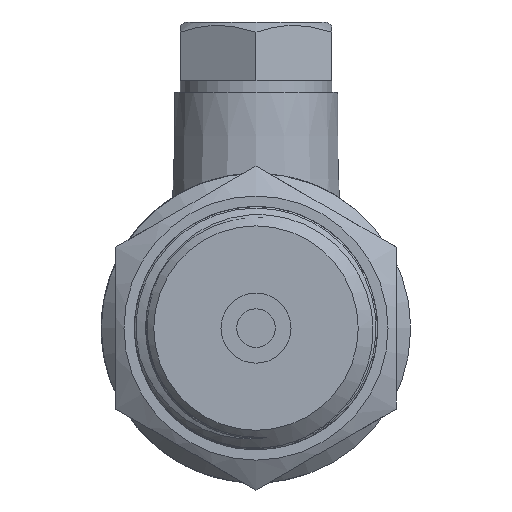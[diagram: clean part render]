
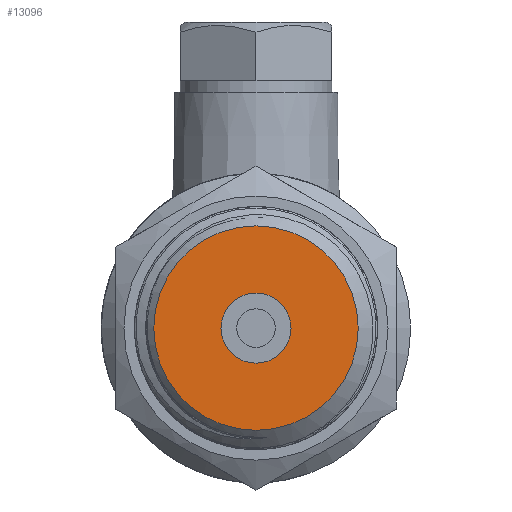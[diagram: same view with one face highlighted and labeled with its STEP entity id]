
A CAD part, left-side view. The second image highlights one B-rep face of the part: STEP entity #13096.
In plain terms, the highlighted planar face has unit normal (-1, 0, 0).
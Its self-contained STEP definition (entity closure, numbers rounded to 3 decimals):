
#413=FACE_BOUND('',#3945,.T.);
#3169=FACE_OUTER_BOUND('',#3944,.T.);
#3944=EDGE_LOOP('',(#8869));
#3945=EDGE_LOOP('',(#8870));
#4766=CIRCLE('',#13936,8.75);
#4767=CIRCLE('',#13938,3.);
#5312=VERTEX_POINT('',#19058);
#5313=VERTEX_POINT('',#19062);
#6730=EDGE_CURVE('',#5312,#5312,#4766,.T.);
#6731=EDGE_CURVE('',#5313,#5313,#4767,.T.);
#8869=ORIENTED_EDGE('',*,*,#6730,.F.);
#8870=ORIENTED_EDGE('',*,*,#6731,.T.);
#12924=PLANE('',#13937);
#13096=ADVANCED_FACE('',(#3169,#413),#12924,.T.);
#13936=AXIS2_PLACEMENT_3D('',#19060,#14970,#14971);
#13937=AXIS2_PLACEMENT_3D('',#19061,#14972,#14973);
#13938=AXIS2_PLACEMENT_3D('',#19063,#14974,#14975);
#14970=DIRECTION('center_axis',(1.,0.,0.));
#14971=DIRECTION('ref_axis',(0.,0.,-1.));
#14972=DIRECTION('center_axis',(-1.,0.,0.));
#14973=DIRECTION('ref_axis',(0.,0.,1.));
#14974=DIRECTION('center_axis',(1.,0.,0.));
#14975=DIRECTION('ref_axis',(0.,0.,-1.));
#19058=CARTESIAN_POINT('',(3.,-8.75,0.));
#19060=CARTESIAN_POINT('Origin',(3.,0.,0.));
#19061=CARTESIAN_POINT('Origin',(3.,8.75,0.));
#19062=CARTESIAN_POINT('',(3.,-3.,0.));
#19063=CARTESIAN_POINT('Origin',(3.,0.,0.));
